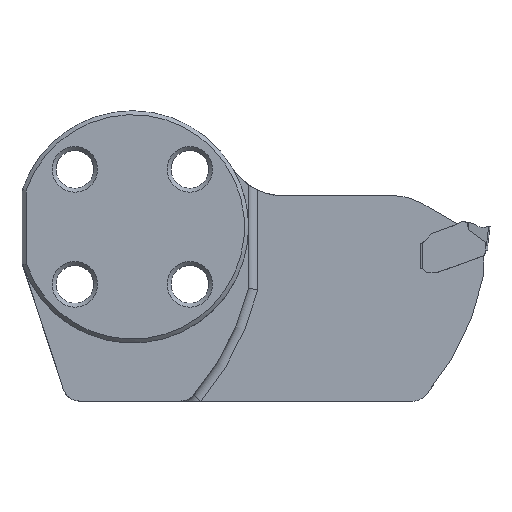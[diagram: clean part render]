
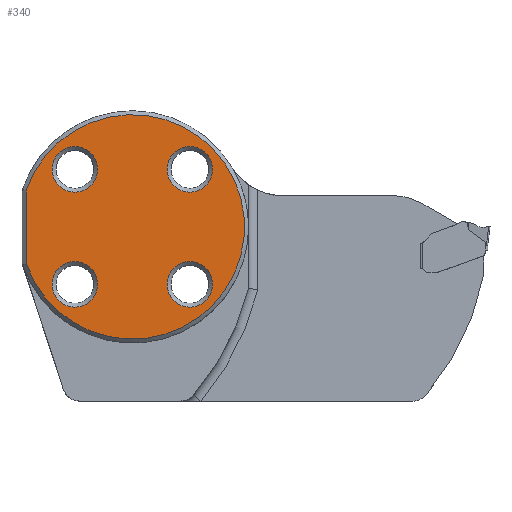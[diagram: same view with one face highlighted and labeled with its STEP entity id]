
A CAD part, top view. The second image highlights one B-rep face of the part: STEP entity #340.
In plain terms, the highlighted planar face has unit normal (0, 0, 1).
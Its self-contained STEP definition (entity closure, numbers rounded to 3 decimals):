
#212=FACE_BOUND('',#560,.T.);
#213=FACE_BOUND('',#561,.T.);
#214=FACE_BOUND('',#562,.T.);
#215=FACE_BOUND('',#563,.T.);
#216=FACE_BOUND('',#564,.T.);
#279=CIRCLE('',#1916,19.325);
#280=CIRCLE('',#1918,3.925);
#281=CIRCLE('',#1919,3.925);
#282=CIRCLE('',#1920,3.925);
#283=CIRCLE('',#1921,3.925);
#340=ADVANCED_FACE('',(#212,#213,#214,#215,#216),#420,.F.);
#420=PLANE('',#1922);
#560=EDGE_LOOP('',(#806));
#561=EDGE_LOOP('',(#807));
#562=EDGE_LOOP('',(#808));
#563=EDGE_LOOP('',(#809));
#564=EDGE_LOOP('',(#810,#811));
#806=ORIENTED_EDGE('',*,*,#1388,.F.);
#807=ORIENTED_EDGE('',*,*,#1389,.T.);
#808=ORIENTED_EDGE('',*,*,#1390,.T.);
#809=ORIENTED_EDGE('',*,*,#1391,.F.);
#810=ORIENTED_EDGE('',*,*,#1386,.F.);
#811=ORIENTED_EDGE('',*,*,#1392,.T.);
#1195=VERTEX_POINT('',#2885);
#1196=VERTEX_POINT('',#2887);
#1197=VERTEX_POINT('',#2894);
#1198=VERTEX_POINT('',#2896);
#1199=VERTEX_POINT('',#2898);
#1200=VERTEX_POINT('',#2900);
#1386=EDGE_CURVE('',#1195,#1196,#279,.T.);
#1388=EDGE_CURVE('',#1197,#1197,#280,.T.);
#1389=EDGE_CURVE('',#1198,#1198,#281,.T.);
#1390=EDGE_CURVE('',#1199,#1199,#282,.T.);
#1391=EDGE_CURVE('',#1200,#1200,#283,.T.);
#1392=EDGE_CURVE('',#1195,#1196,#1576,.T.);
#1576=LINE('',#2901,#1702);
#1702=VECTOR('',#2230,1.);
#1916=AXIS2_PLACEMENT_3D('',#2886,#2218,#2219);
#1918=AXIS2_PLACEMENT_3D('',#2893,#2222,#2223);
#1919=AXIS2_PLACEMENT_3D('',#2895,#2224,#2225);
#1920=AXIS2_PLACEMENT_3D('',#2897,#2226,#2227);
#1921=AXIS2_PLACEMENT_3D('',#2899,#2228,#2229);
#1922=AXIS2_PLACEMENT_3D('',#2902,#2231,#2232);
#2218=DIRECTION('',(0.,0.,-1.));
#2219=DIRECTION('',(-1.,0.,0.));
#2222=DIRECTION('',(0.,0.,1.));
#2223=DIRECTION('',(-1.,0.,0.));
#2224=DIRECTION('',(0.,0.,-1.));
#2225=DIRECTION('',(-1.,0.,0.));
#2226=DIRECTION('',(0.,0.,-1.));
#2227=DIRECTION('',(-1.,0.,0.));
#2228=DIRECTION('',(0.,0.,1.));
#2229=DIRECTION('',(-1.,0.,0.));
#2230=DIRECTION('',(0.,-1.,0.));
#2231=DIRECTION('',(0.,0.,-1.));
#2232=DIRECTION('',(-1.,0.,0.));
#2885=CARTESIAN_POINT('',(-18.25,6.356,0.));
#2886=CARTESIAN_POINT('',(0.,0.,0.));
#2887=CARTESIAN_POINT('',(-18.25,-6.356,0.));
#2893=CARTESIAN_POINT('',(9.899,-9.899,0.));
#2894=CARTESIAN_POINT('',(5.974,-9.899,0.));
#2895=CARTESIAN_POINT('',(9.899,9.899,0.));
#2896=CARTESIAN_POINT('',(5.974,9.899,0.));
#2897=CARTESIAN_POINT('',(-9.899,-9.899,0.));
#2898=CARTESIAN_POINT('',(-13.824,-9.899,0.));
#2899=CARTESIAN_POINT('',(-9.899,9.899,0.));
#2900=CARTESIAN_POINT('',(-13.824,9.899,0.));
#2901=CARTESIAN_POINT('',(-18.25,0.,0.));
#2902=CARTESIAN_POINT('',(0.,0.,0.));
